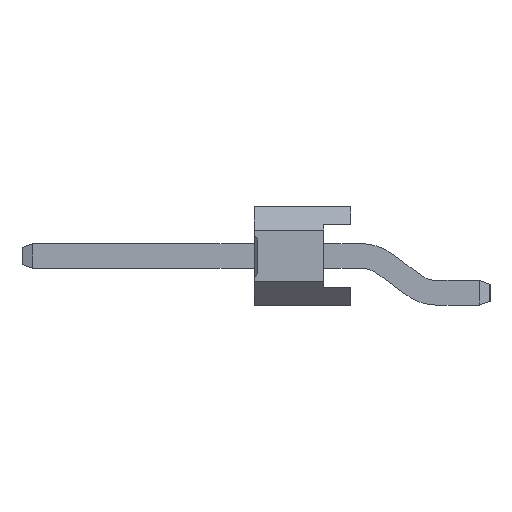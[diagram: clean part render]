
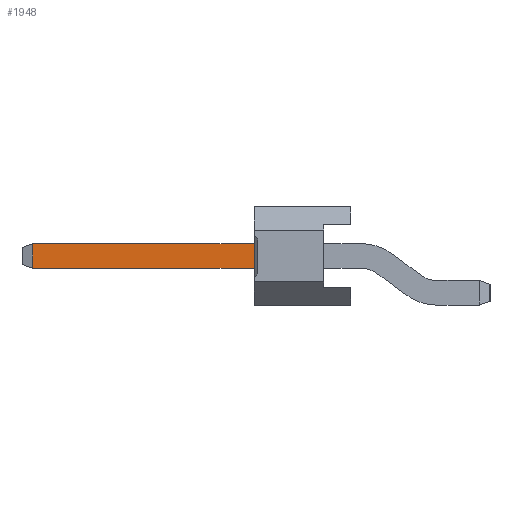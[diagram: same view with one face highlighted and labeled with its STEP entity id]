
A CAD part, left-side view. The second image highlights one B-rep face of the part: STEP entity #1948.
In plain terms, the highlighted planar face has unit normal (-1, 0, 0).
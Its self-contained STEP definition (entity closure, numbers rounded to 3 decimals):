
#1948=ADVANCED_FACE('',(#9089),#9091,.T.);
#9089=FACE_BOUND('',#9090,.T.);
#9090=EDGE_LOOP('',(#14896,#14897,#14898,#14899));
#9091=PLANE('',#9092);
#9092=AXIS2_PLACEMENT_3D('',#9093,#9094,#9095);
#9093=CARTESIAN_POINT('',(-0.32,-0.85,0.));
#9094=DIRECTION('',(-1.,0.,0.));
#9095=DIRECTION('',(0.,0.,1.));
#14896=ORIENTED_EDGE('',*,*,#17942,.F.);
#14897=ORIENTED_EDGE('',*,*,#18675,.T.);
#14898=ORIENTED_EDGE('',*,*,#18676,.F.);
#14899=ORIENTED_EDGE('',*,*,#18677,.F.);
#17942=EDGE_CURVE('',#20335,#20337,#20338,.T.);
#18675=EDGE_CURVE('',#20335,#21554,#21556,.T.);
#18676=EDGE_CURVE('',#21557,#21554,#21558,.T.);
#18677=EDGE_CURVE('',#20337,#21557,#21559,.T.);
#20335=VERTEX_POINT('',#24359);
#20337=VERTEX_POINT('',#24363);
#20338=LINE('',#24364,#24365);
#21554=VERTEX_POINT('',#27044);
#21556=LINE('',#27048,#27049);
#21557=VERTEX_POINT('',#27051);
#21558=LINE('',#27052,#27053);
#21559=LINE('',#27055,#27056);
#24359=CARTESIAN_POINT('',(-0.32,5.25,1.59));
#24363=CARTESIAN_POINT('',(-0.32,5.25,0.95));
#24364=CARTESIAN_POINT('',(-0.32,5.25,1.59));
#24365=VECTOR('',#24366,1.);
#24366=DIRECTION('',(0.,0.,-1.));
#27044=CARTESIAN_POINT('',(-0.32,10.975,1.59));
#27048=CARTESIAN_POINT('',(-0.32,5.25,1.59));
#27049=VECTOR('',#27050,1.);
#27050=DIRECTION('',(0.,1.,0.));
#27051=CARTESIAN_POINT('',(-0.32,10.975,0.95));
#27052=CARTESIAN_POINT('',(-0.32,10.975,0.95));
#27053=VECTOR('',#27054,1.);
#27054=DIRECTION('',(0.,0.,1.));
#27055=CARTESIAN_POINT('',(-0.32,5.25,0.95));
#27056=VECTOR('',#27057,1.);
#27057=DIRECTION('',(0.,1.,0.));
